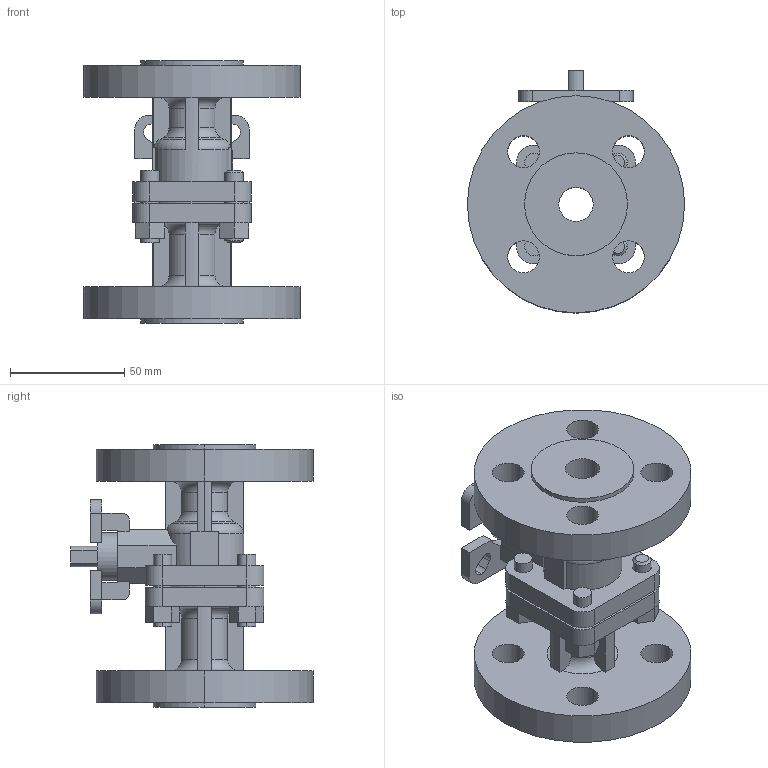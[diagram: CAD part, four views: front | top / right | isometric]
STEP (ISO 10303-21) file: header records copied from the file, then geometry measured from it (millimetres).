
FILE_DESCRIPTION (( 'STEP AP214' ), '1' );
FILE_NAME ('FG-0015-PN10-40.STEP', '2015-07-22T08:38:31', ( '' ), ( '' ), 'SwSTEP 2.0', 'SolidWorks 2015', '' );
FILE_SCHEMA (( 'AUTOMOTIVE_DESIGN' ));
Length unit declared in the file: millimetre
Products named in the file (1): FG-0015-PN10-40
Bounding box: 95 x 106 x 115 mm (x, y, z)
Volume: 283018.3 mm3; surface area: 70277.5 mm2
Topology: 1 solids, 1 shells, 387 faces, 1054 edges, 700 vertices
Faces by surface type: plane 219, cylinder 106, bspline 30, torus 20, cone 12
Entity records: 14384 total; most frequent: CARTESIAN_POINT 4552, ORIENTED_EDGE 2108, DIRECTION 1906, EDGE_CURVE 1054, VERTEX_POINT 700, LINE 686, VECTOR 686, AXIS2_PLACEMENT_3D 610
